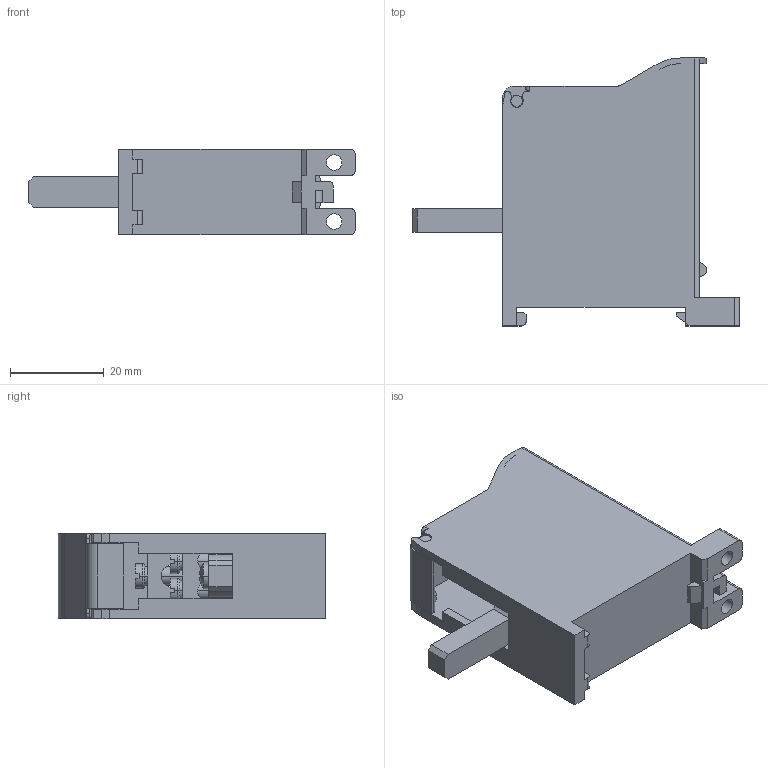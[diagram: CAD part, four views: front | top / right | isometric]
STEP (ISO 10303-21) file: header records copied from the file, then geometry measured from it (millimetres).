
FILE_DESCRIPTION((''),'2;1');
FILE_NAME('5YB576337_ASM','2023-12-04T',('dell'),(''),'PRO/ENGINEER BY PARAMETRIC TECHNOLOGY CORPORATION, 2013230','PRO/ENGINEER BY PARAMETRIC TECHNOLOGY CORPORATION, 2013230','');
FILE_SCHEMA(('AUTOMOTIVE_DESIGN { 1 0 10303 214 1 1 1 1 }'));
Length unit declared in the file: millimetre
Products named in the file (1): 5YB576337_ASM
Bounding box: 69.7 x 57.2 x 18.2 mm (x, y, z)
Volume: 25682.5 mm3; surface area: 15642.2 mm2
Topology: 1 solids, 2 shells, 366 faces, 1073 edges, 704 vertices
Faces by surface type: plane 182, cylinder 141, cone 23, torus 9, sphere 9, bspline 2
Entity records: 14380 total; most frequent: CARTESIAN_POINT 2968, ORIENTED_EDGE 2130, DIRECTION 2093, EDGE_CURVE 1065, AXIS2_PLACEMENT_3D 731, VERTEX_POINT 704, VECTOR 631, LINE 631
